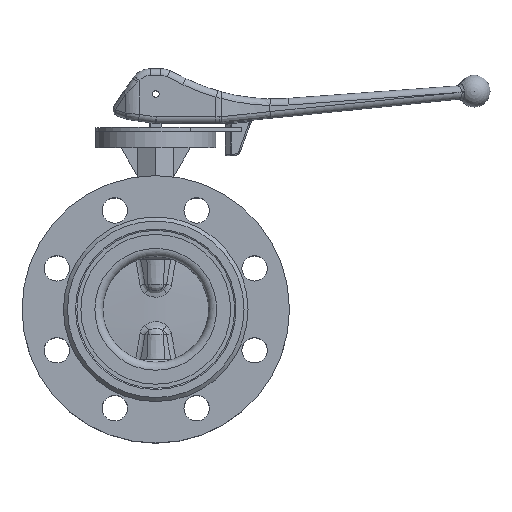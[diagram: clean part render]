
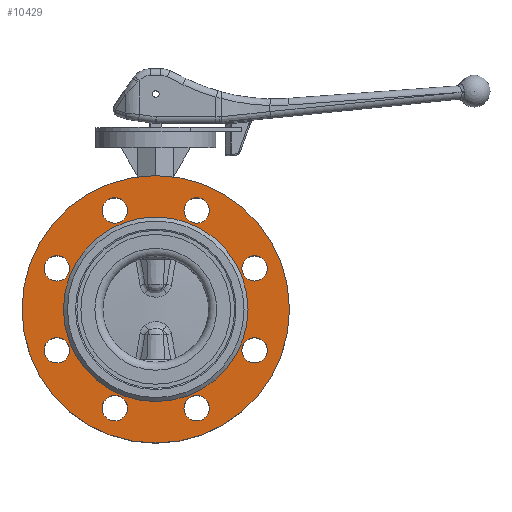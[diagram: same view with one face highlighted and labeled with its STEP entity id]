
A CAD part, top view. The second image highlights one B-rep face of the part: STEP entity #10429.
In plain terms, the highlighted planar face has unit normal (0, 0, 1).
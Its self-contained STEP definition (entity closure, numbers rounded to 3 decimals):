
#178=FACE_BOUND('',#1934,.T.);
#179=FACE_BOUND('',#1935,.T.);
#180=FACE_BOUND('',#1936,.T.);
#181=FACE_BOUND('',#1937,.T.);
#182=FACE_BOUND('',#1938,.T.);
#183=FACE_BOUND('',#1939,.T.);
#184=FACE_BOUND('',#1940,.T.);
#185=FACE_BOUND('',#1941,.T.);
#186=FACE_BOUND('',#1942,.T.);
#373=PLANE('',#11339);
#1278=FACE_OUTER_BOUND('',#1933,.T.);
#1933=EDGE_LOOP('',(#8484));
#1934=EDGE_LOOP('',(#8485));
#1935=EDGE_LOOP('',(#8486));
#1936=EDGE_LOOP('',(#8487));
#1937=EDGE_LOOP('',(#8488));
#1938=EDGE_LOOP('',(#8489));
#1939=EDGE_LOOP('',(#8490));
#1940=EDGE_LOOP('',(#8491));
#1941=EDGE_LOOP('',(#8492));
#1942=EDGE_LOOP('',(#8493));
#4261=CIRCLE('',#11163,9.5);
#4265=CIRCLE('',#11169,9.5);
#4269=CIRCLE('',#11175,9.5);
#4273=CIRCLE('',#11181,9.5);
#4277=CIRCLE('',#11187,9.5);
#4281=CIRCLE('',#11193,9.5);
#4285=CIRCLE('',#11199,9.5);
#4289=CIRCLE('',#11205,9.5);
#4306=CIRCLE('',#11231,69.);
#4308=CIRCLE('',#11234,100.);
#4748=VERTEX_POINT('',#18572);
#4752=VERTEX_POINT('',#18584);
#4756=VERTEX_POINT('',#18596);
#4760=VERTEX_POINT('',#18608);
#4764=VERTEX_POINT('',#18620);
#4768=VERTEX_POINT('',#18632);
#4772=VERTEX_POINT('',#18644);
#4776=VERTEX_POINT('',#18656);
#4792=VERTEX_POINT('',#18706);
#4794=VERTEX_POINT('',#18712);
#5931=EDGE_CURVE('',#4748,#4748,#4261,.T.);
#5937=EDGE_CURVE('',#4752,#4752,#4265,.T.);
#5943=EDGE_CURVE('',#4756,#4756,#4269,.T.);
#5949=EDGE_CURVE('',#4760,#4760,#4273,.T.);
#5955=EDGE_CURVE('',#4764,#4764,#4277,.T.);
#5961=EDGE_CURVE('',#4768,#4768,#4281,.T.);
#5967=EDGE_CURVE('',#4772,#4772,#4285,.T.);
#5973=EDGE_CURVE('',#4776,#4776,#4289,.T.);
#5997=EDGE_CURVE('',#4792,#4792,#4306,.T.);
#6000=EDGE_CURVE('',#4794,#4794,#4308,.T.);
#8484=ORIENTED_EDGE('',*,*,#6000,.T.);
#8485=ORIENTED_EDGE('',*,*,#5931,.T.);
#8486=ORIENTED_EDGE('',*,*,#5937,.T.);
#8487=ORIENTED_EDGE('',*,*,#5943,.T.);
#8488=ORIENTED_EDGE('',*,*,#5949,.T.);
#8489=ORIENTED_EDGE('',*,*,#5955,.T.);
#8490=ORIENTED_EDGE('',*,*,#5961,.T.);
#8491=ORIENTED_EDGE('',*,*,#5967,.T.);
#8492=ORIENTED_EDGE('',*,*,#5973,.T.);
#8493=ORIENTED_EDGE('',*,*,#5997,.F.);
#10429=ADVANCED_FACE('',(#1278,#178,#179,#180,#181,#182,#183,#184,#185,
#186),#373,.F.);
#11163=AXIS2_PLACEMENT_3D('',#18574,#12615,#12616);
#11169=AXIS2_PLACEMENT_3D('',#18586,#12629,#12630);
#11175=AXIS2_PLACEMENT_3D('',#18598,#12643,#12644);
#11181=AXIS2_PLACEMENT_3D('',#18610,#12657,#12658);
#11187=AXIS2_PLACEMENT_3D('',#18622,#12671,#12672);
#11193=AXIS2_PLACEMENT_3D('',#18634,#12685,#12686);
#11199=AXIS2_PLACEMENT_3D('',#18646,#12699,#12700);
#11205=AXIS2_PLACEMENT_3D('',#18658,#12713,#12714);
#11231=AXIS2_PLACEMENT_3D('',#18707,#12772,#12773);
#11234=AXIS2_PLACEMENT_3D('',#18713,#12779,#12780);
#11339=AXIS2_PLACEMENT_3D('',#20241,#13195,#13196);
#12615=DIRECTION('center_axis',(0.,0.,-1.));
#12616=DIRECTION('ref_axis',(-1.,0.,0.));
#12629=DIRECTION('center_axis',(0.,0.,-1.));
#12630=DIRECTION('ref_axis',(-1.,0.,0.));
#12643=DIRECTION('center_axis',(0.,0.,-1.));
#12644=DIRECTION('ref_axis',(-1.,0.,0.));
#12657=DIRECTION('center_axis',(0.,0.,-1.));
#12658=DIRECTION('ref_axis',(-1.,0.,0.));
#12671=DIRECTION('center_axis',(0.,0.,-1.));
#12672=DIRECTION('ref_axis',(-1.,0.,0.));
#12685=DIRECTION('center_axis',(0.,0.,-1.));
#12686=DIRECTION('ref_axis',(-1.,0.,0.));
#12699=DIRECTION('center_axis',(0.,0.,-1.));
#12700=DIRECTION('ref_axis',(-1.,0.,0.));
#12713=DIRECTION('center_axis',(0.,0.,-1.));
#12714=DIRECTION('ref_axis',(-1.,0.,0.));
#12772=DIRECTION('center_axis',(0.,0.,1.));
#12773=DIRECTION('ref_axis',(1.,0.,0.));
#12779=DIRECTION('center_axis',(0.,0.,1.));
#12780=DIRECTION('ref_axis',(1.,0.,0.));
#13195=DIRECTION('center_axis',(0.,0.,-1.));
#13196=DIRECTION('ref_axis',(-1.,0.,0.));
#18572=CARTESIAN_POINT('',(-40.115,73.91,54.));
#18574=CARTESIAN_POINT('Origin',(-30.615,73.91,54.));
#18584=CARTESIAN_POINT('',(-83.41,30.615,54.));
#18586=CARTESIAN_POINT('Origin',(-73.91,30.615,54.));
#18596=CARTESIAN_POINT('',(-83.41,-30.615,54.));
#18598=CARTESIAN_POINT('Origin',(-73.91,-30.615,54.));
#18608=CARTESIAN_POINT('',(-40.115,-73.91,54.));
#18610=CARTESIAN_POINT('Origin',(-30.615,-73.91,54.));
#18620=CARTESIAN_POINT('',(21.115,-73.91,54.));
#18622=CARTESIAN_POINT('Origin',(30.615,-73.91,54.));
#18632=CARTESIAN_POINT('',(64.41,-30.615,54.));
#18634=CARTESIAN_POINT('Origin',(73.91,-30.615,54.));
#18644=CARTESIAN_POINT('',(64.41,30.615,54.));
#18646=CARTESIAN_POINT('Origin',(73.91,30.615,54.));
#18656=CARTESIAN_POINT('',(21.115,73.91,54.));
#18658=CARTESIAN_POINT('Origin',(30.615,73.91,54.));
#18706=CARTESIAN_POINT('',(69.,0.,54.));
#18707=CARTESIAN_POINT('Origin',(0.,0.,54.));
#18712=CARTESIAN_POINT('',(-100.,0.,54.));
#18713=CARTESIAN_POINT('Origin',(0.,0.,54.));
#20241=CARTESIAN_POINT('Origin',(0.,69.,54.));
